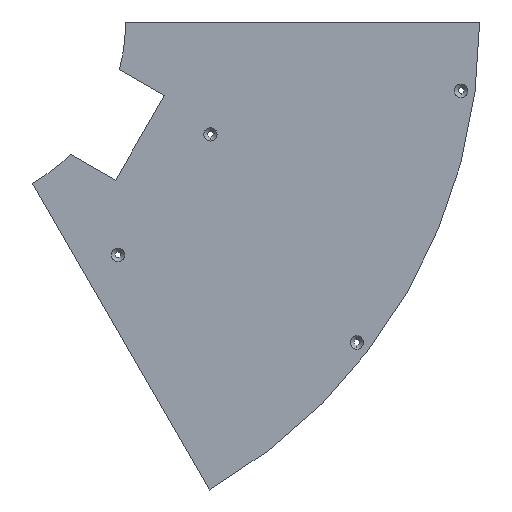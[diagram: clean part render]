
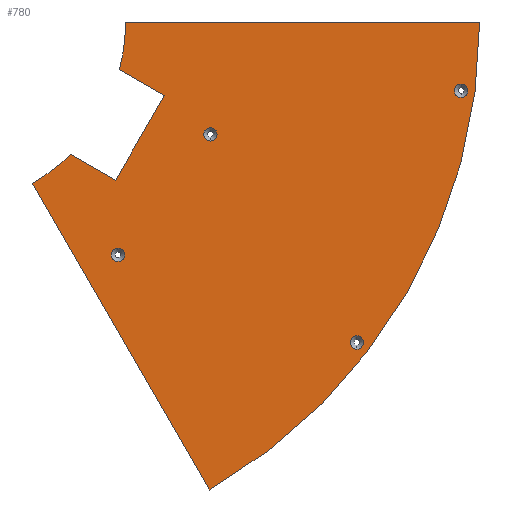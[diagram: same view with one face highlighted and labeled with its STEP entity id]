
A CAD part, front view. The second image highlights one B-rep face of the part: STEP entity #780.
In plain terms, the highlighted planar face has unit normal (0, -1, 0).
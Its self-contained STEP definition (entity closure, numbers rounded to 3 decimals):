
#1 = VERTEX_POINT ( 'NONE', #72 ) ;
#4 = ORIENTED_EDGE ( 'NONE', *, *, #594, .T. ) ;
#8 = EDGE_CURVE ( 'NONE', #194, #113, #486, .T. ) ;
#17 = CIRCLE ( 'NONE', #879, 100. ) ;
#21 = CARTESIAN_POINT ( 'NONE',  ( 70.477, 0., -70.943 ) ) ;
#28 = LINE ( 'NONE', #731, #239 ) ;
#37 = DIRECTION ( 'NONE',  ( 0., 1., 0. ) ) ;
#40 = EDGE_LOOP ( 'NONE', ( #550, #384 ) ) ;
#43 = CARTESIAN_POINT ( 'NONE',  ( 145.511, 0., -60.273 ) ) ;
#48 = CARTESIAN_POINT ( 'NONE',  ( 100., 0., 0. ) ) ;
#56 = VERTEX_POINT ( 'NONE', #765 ) ;
#58 = DIRECTION ( 'NONE',  ( 0., 0., 1. ) ) ;
#69 = ORIENTED_EDGE ( 'NONE', *, *, #8, .T. ) ;
#71 = CARTESIAN_POINT ( 'NONE',  ( 0., 0., 0. ) ) ;
#72 = CARTESIAN_POINT ( 'NONE',  ( 145.511, 0., -63.873 ) ) ;
#73 = EDGE_LOOP ( 'NONE', ( #547, #4 ) ) ;
#82 = ORIENTED_EDGE ( 'NONE', *, *, #760, .T. ) ;
#83 = CARTESIAN_POINT ( 'NONE',  ( 120.834, 0., -39.51 ) ) ;
#84 = CARTESIAN_POINT ( 'NONE',  ( 96.677, 0., -25.564 ) ) ;
#98 = VERTEX_POINT ( 'NONE', #84 ) ;
#104 = VECTOR ( 'NONE', #144, 1000. ) ;
#109 = CARTESIAN_POINT ( 'NONE',  ( 224.122, 0., -171.975 ) ) ;
#110 = EDGE_CURVE ( 'NONE', #56, #194, #224, .T. ) ;
#113 = VERTEX_POINT ( 'NONE', #21 ) ;
#126 = VERTEX_POINT ( 'NONE', #723 ) ;
#127 = DIRECTION ( 'NONE',  ( 0., 0., 1. ) ) ;
#131 = DIRECTION ( 'NONE',  ( 0., 0., -1. ) ) ;
#141 = ORIENTED_EDGE ( 'NONE', *, *, #247, .F. ) ;
#142 = EDGE_CURVE ( 'NONE', #126, #562, #28, .T. ) ;
#144 = DIRECTION ( 'NONE',  ( 0.866, 0., -0.5 ) ) ;
#150 = AXIS2_PLACEMENT_3D ( 'NONE', #185, #398, #388 ) ;
#156 = EDGE_LOOP ( 'NONE', ( #637, #620 ) ) ;
#178 = EDGE_CURVE ( 'NONE', #1, #551, #463, .T. ) ;
#183 = EDGE_CURVE ( 'NONE', #205, #297, #709, .T. ) ;
#185 = CARTESIAN_POINT ( 'NONE',  ( 0., 0., 0. ) ) ;
#194 = VERTEX_POINT ( 'NONE', #857 ) ;
#201 = CARTESIAN_POINT ( 'NONE',  ( 95.88, 0., -121.353 ) ) ;
#205 = VERTEX_POINT ( 'NONE', #248 ) ;
#207 = AXIS2_PLACEMENT_3D ( 'NONE', #43, #860, #656 ) ;
#209 = AXIS2_PLACEMENT_3D ( 'NONE', #655, #37, #382 ) ;
#224 = LINE ( 'NONE', #498, #670 ) ;
#236 = CARTESIAN_POINT ( 'NONE',  ( 145.511, 0., -56.673 ) ) ;
#237 = AXIS2_PLACEMENT_3D ( 'NONE', #608, #674, #475 ) ;
#239 = VECTOR ( 'NONE', #447, 1000. ) ;
#247 = EDGE_CURVE ( 'NONE', #886, #705, #321, .T. ) ;
#248 = CARTESIAN_POINT ( 'NONE',  ( 224.122, 0., -175.575 ) ) ;
#258 = ORIENTED_EDGE ( 'NONE', *, *, #142, .F. ) ;
#275 = EDGE_CURVE ( 'NONE', #297, #205, #597, .T. ) ;
#280 = AXIS2_PLACEMENT_3D ( 'NONE', #71, #326, #476 ) ;
#297 = VERTEX_POINT ( 'NONE', #391 ) ;
#306 = VECTOR ( 'NONE', #868, 1000. ) ;
#316 = CARTESIAN_POINT ( 'NONE',  ( 224.122, 0., -171.975 ) ) ;
#321 = LINE ( 'NONE', #600, #306 ) ;
#322 = CIRCLE ( 'NONE', #209, 3.6 ) ;
#324 = CARTESIAN_POINT ( 'NONE',  ( 280.083, 0., -40.474 ) ) ;
#325 = FACE_BOUND ( 'NONE', #73, .T. ) ;
#326 = DIRECTION ( 'NONE',  ( 0., 1., 0. ) ) ;
#328 = ORIENTED_EDGE ( 'NONE', *, *, #110, .T. ) ;
#331 = CARTESIAN_POINT ( 'NONE',  ( 26.2, 0., -45.38 ) ) ;
#332 = EDGE_LOOP ( 'NONE', ( #881, #484 ) ) ;
#339 = ORIENTED_EDGE ( 'NONE', *, *, #517, .T. ) ;
#341 = CARTESIAN_POINT ( 'NONE',  ( 290., 0., 0. ) ) ;
#353 = VECTOR ( 'NONE', #747, 1000. ) ;
#382 = DIRECTION ( 'NONE',  ( 0., 0., 1. ) ) ;
#383 = DIRECTION ( 'NONE',  ( 0., 0., 1. ) ) ;
#384 = ORIENTED_EDGE ( 'NONE', *, *, #275, .T. ) ;
#388 = DIRECTION ( 'NONE',  ( 0., 0., 1. ) ) ;
#391 = CARTESIAN_POINT ( 'NONE',  ( 224.122, 0., -168.375 ) ) ;
#393 = VERTEX_POINT ( 'NONE', #201 ) ;
#395 = CARTESIAN_POINT ( 'NONE',  ( 0., 0., 0. ) ) ;
#398 = DIRECTION ( 'NONE',  ( 0., 1., 0. ) ) ;
#401 = EDGE_CURVE ( 'NONE', #705, #126, #433, .T. ) ;
#433 = CIRCLE ( 'NONE', #280, 290. ) ;
#440 = CARTESIAN_POINT ( 'NONE',  ( 95.88, 0., -128.553 ) ) ;
#446 = CARTESIAN_POINT ( 'NONE',  ( 280.083, 0., -36.874 ) ) ;
#447 = DIRECTION ( 'NONE',  ( -0.5, 0., 0.866 ) ) ;
#448 = EDGE_CURVE ( 'NONE', #886, #98, #17, .T. ) ;
#459 = PLANE ( 'NONE',  #150 ) ;
#463 = CIRCLE ( 'NONE', #207, 3.6 ) ;
#467 = AXIS2_PLACEMENT_3D ( 'NONE', #446, #722, #593 ) ;
#469 = VERTEX_POINT ( 'NONE', #827 ) ;
#475 = DIRECTION ( 'NONE',  ( 0., 0., 1. ) ) ;
#476 = DIRECTION ( 'NONE',  ( 0., 0., 1. ) ) ;
#484 = ORIENTED_EDGE ( 'NONE', *, *, #798, .T. ) ;
#486 = LINE ( 'NONE', #331, #353 ) ;
#493 = LINE ( 'NONE', #83, #104 ) ;
#498 = CARTESIAN_POINT ( 'NONE',  ( 94.634, 0., -84.89 ) ) ;
#516 = CARTESIAN_POINT ( 'NONE',  ( 50., 0., -86.603 ) ) ;
#517 = EDGE_CURVE ( 'NONE', #98, #56, #493, .T. ) ;
#524 = AXIS2_PLACEMENT_3D ( 'NONE', #109, #595, #383 ) ;
#531 = FACE_BOUND ( 'NONE', #156, .T. ) ;
#532 = DIRECTION ( 'NONE',  ( 0., 1., 0. ) ) ;
#541 = AXIS2_PLACEMENT_3D ( 'NONE', #739, #803, #131 ) ;
#547 = ORIENTED_EDGE ( 'NONE', *, *, #793, .T. ) ;
#550 = ORIENTED_EDGE ( 'NONE', *, *, #183, .T. ) ;
#551 = VERTEX_POINT ( 'NONE', #236 ) ;
#555 = AXIS2_PLACEMENT_3D ( 'NONE', #808, #669, #127 ) ;
#562 = VERTEX_POINT ( 'NONE', #516 ) ;
#574 = EDGE_CURVE ( 'NONE', #393, #874, #322, .T. ) ;
#581 = AXIS2_PLACEMENT_3D ( 'NONE', #316, #532, #647 ) ;
#593 = DIRECTION ( 'NONE',  ( 0., 0., 1. ) ) ;
#594 = EDGE_CURVE ( 'NONE', #469, #824, #851, .T. ) ;
#595 = DIRECTION ( 'NONE',  ( 0., 1., 0. ) ) ;
#597 = CIRCLE ( 'NONE', #524, 3.6 ) ;
#600 = CARTESIAN_POINT ( 'NONE',  ( 0., 0., 0. ) ) ;
#608 = CARTESIAN_POINT ( 'NONE',  ( 95.88, 0., -124.953 ) ) ;
#612 = CARTESIAN_POINT ( 'NONE',  ( 145.511, 0., -60.273 ) ) ;
#620 = ORIENTED_EDGE ( 'NONE', *, *, #574, .T. ) ;
#634 = ORIENTED_EDGE ( 'NONE', *, *, #448, .T. ) ;
#635 = DIRECTION ( 'NONE',  ( 0., 0., -1. ) ) ;
#637 = ORIENTED_EDGE ( 'NONE', *, *, #729, .T. ) ;
#647 = DIRECTION ( 'NONE',  ( 0., 0., 1. ) ) ;
#653 = CIRCLE ( 'NONE', #555, 3.6 ) ;
#655 = CARTESIAN_POINT ( 'NONE',  ( 95.88, 0., -124.953 ) ) ;
#656 = DIRECTION ( 'NONE',  ( 0., 0., 1. ) ) ;
#669 = DIRECTION ( 'NONE',  ( 0., 1., 0. ) ) ;
#670 = VECTOR ( 'NONE', #774, 1000. ) ;
#674 = DIRECTION ( 'NONE',  ( 0., 1., 0. ) ) ;
#677 = DIRECTION ( 'NONE',  ( 0., 1., 0. ) ) ;
#682 = FACE_BOUND ( 'NONE', #332, .T. ) ;
#705 = VERTEX_POINT ( 'NONE', #341 ) ;
#709 = CIRCLE ( 'NONE', #581, 3.6 ) ;
#710 = CIRCLE ( 'NONE', #880, 3.6 ) ;
#717 = ORIENTED_EDGE ( 'NONE', *, *, #401, .F. ) ;
#722 = DIRECTION ( 'NONE',  ( 0., 1., 0. ) ) ;
#723 = CARTESIAN_POINT ( 'NONE',  ( 145., 0., -251.147 ) ) ;
#729 = EDGE_CURVE ( 'NONE', #874, #393, #812, .T. ) ;
#731 = CARTESIAN_POINT ( 'NONE',  ( 0., 0., 0. ) ) ;
#739 = CARTESIAN_POINT ( 'NONE',  ( 0., 0., 0. ) ) ;
#745 = FACE_OUTER_BOUND ( 'NONE', #802, .T. ) ;
#747 = DIRECTION ( 'NONE',  ( -0.866, 0., 0.5 ) ) ;
#760 = EDGE_CURVE ( 'NONE', #113, #562, #864, .T. ) ;
#765 = CARTESIAN_POINT ( 'NONE',  ( 120.834, 0., -39.51 ) ) ;
#774 = DIRECTION ( 'NONE',  ( -0.5, 0., -0.866 ) ) ;
#780 = ADVANCED_FACE ( 'NONE', ( #325, #813, #531, #682, #745 ), #459, .F. ) ;
#793 = EDGE_CURVE ( 'NONE', #824, #469, #653, .T. ) ;
#798 = EDGE_CURVE ( 'NONE', #551, #1, #710, .T. ) ;
#802 = EDGE_LOOP ( 'NONE', ( #141, #634, #339, #328, #69, #82, #258, #717 ) ) ;
#803 = DIRECTION ( 'NONE',  ( 0., 1., 0. ) ) ;
#808 = CARTESIAN_POINT ( 'NONE',  ( 280.083, 0., -36.874 ) ) ;
#812 = CIRCLE ( 'NONE', #237, 3.6 ) ;
#813 = FACE_BOUND ( 'NONE', #40, .T. ) ;
#824 = VERTEX_POINT ( 'NONE', #324 ) ;
#827 = CARTESIAN_POINT ( 'NONE',  ( 280.083, 0., -33.274 ) ) ;
#830 = DIRECTION ( 'NONE',  ( 0., 1., 0. ) ) ;
#851 = CIRCLE ( 'NONE', #467, 3.6 ) ;
#857 = CARTESIAN_POINT ( 'NONE',  ( 94.634, 0., -84.89 ) ) ;
#860 = DIRECTION ( 'NONE',  ( 0., 1., 0. ) ) ;
#864 = CIRCLE ( 'NONE', #541, 100. ) ;
#868 = DIRECTION ( 'NONE',  ( 1., 0., 0. ) ) ;
#874 = VERTEX_POINT ( 'NONE', #440 ) ;
#879 = AXIS2_PLACEMENT_3D ( 'NONE', #395, #830, #635 ) ;
#880 = AXIS2_PLACEMENT_3D ( 'NONE', #612, #677, #58 ) ;
#881 = ORIENTED_EDGE ( 'NONE', *, *, #178, .T. ) ;
#886 = VERTEX_POINT ( 'NONE', #48 ) ;
